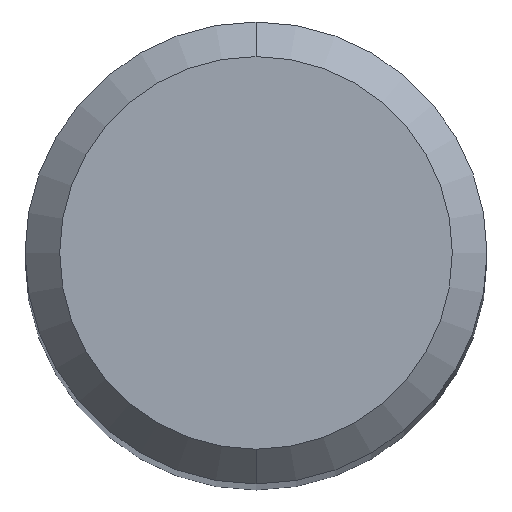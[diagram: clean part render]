
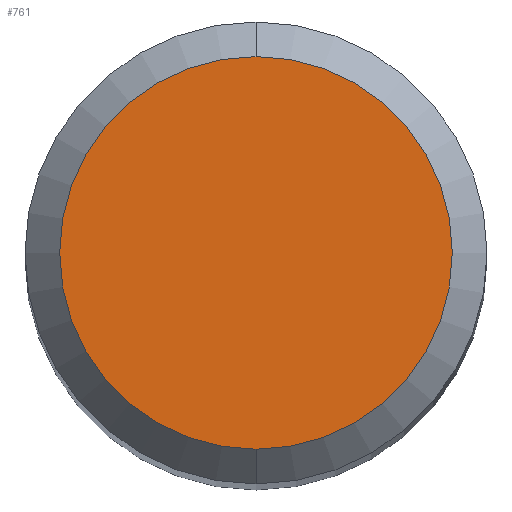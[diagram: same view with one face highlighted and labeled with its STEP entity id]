
A CAD part, top view. The second image highlights one B-rep face of the part: STEP entity #761.
In plain terms, the highlighted planar face has unit normal (0, 0, 1).
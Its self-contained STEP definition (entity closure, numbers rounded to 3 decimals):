
#477=VERTEX_POINT('',#1157);
#649=EDGE_CURVE('',#477,#653,#1343,.T.);
#653=VERTEX_POINT('',#1347);
#761=ADVANCED_FACE('',(#1465),#1466,.T.);
#991=EDGE_CURVE('',#653,#477,#1712,.T.);
#1157=CARTESIAN_POINT('',(0.0,1.7,0.0));
#1343=CIRCLE('',#3301,1.7);
#1347=CARTESIAN_POINT('',(0.,-1.7,0.0));
#1465=FACE_OUTER_BOUND('',#3655,.T.);
#1466=PLANE('',#3656);
#1712=CIRCLE('',#4456,1.7);
#3301=AXIS2_PLACEMENT_3D('',#4848,#4849,#4850);
#3655=EDGE_LOOP('',(#4987,#4988));
#3656=AXIS2_PLACEMENT_3D('',#4989,#4990,#4991);
#4456=AXIS2_PLACEMENT_3D('',#5220,#5221,#5222);
#4848=CARTESIAN_POINT('',(0.0,0.0,0.0));
#4849=DIRECTION('',(0.0,0.0,-1.0));
#4850=DIRECTION('',(0.0,1.0,0.0));
#4987=ORIENTED_EDGE('',*,*,#649,.F.);
#4988=ORIENTED_EDGE('',*,*,#991,.F.);
#4989=CARTESIAN_POINT('',(0.0,0.85,0.0));
#4990=DIRECTION('',(-0.0,0.0,1.0));
#4991=DIRECTION('',(0.0,-1.0,0.0));
#5220=CARTESIAN_POINT('',(0.0,0.0,0.0));
#5221=DIRECTION('',(0.0,0.0,-1.0));
#5222=DIRECTION('',(0.0,1.0,0.0));
